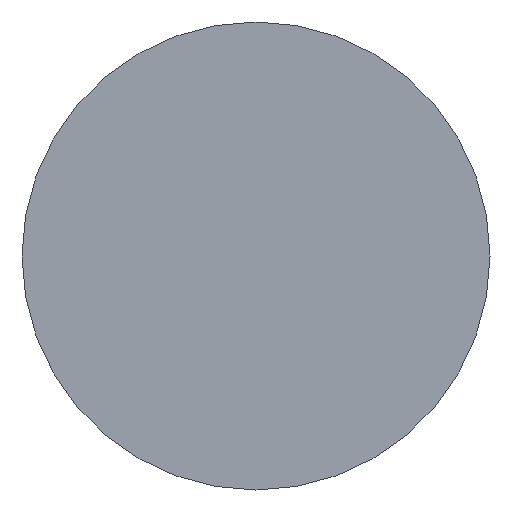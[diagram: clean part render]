
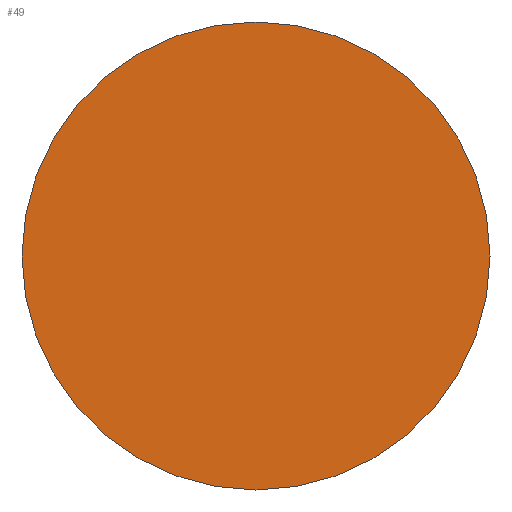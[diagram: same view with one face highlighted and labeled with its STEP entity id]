
A CAD part, left-side view. The second image highlights one B-rep face of the part: STEP entity #49.
In plain terms, the highlighted planar face has unit normal (-1, 0, 0).
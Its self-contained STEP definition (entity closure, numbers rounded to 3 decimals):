
#9 = CARTESIAN_POINT ( 'NONE',  ( 0., 0., -23. ) ) ;
#49 = ADVANCED_FACE ( 'NONE', ( #414 ), #568, .F. ) ;
#81 = DIRECTION ( 'NONE',  ( 1., 0., 0. ) ) ;
#104 = AXIS2_PLACEMENT_3D ( 'NONE', #332, #188, #142 ) ;
#106 = CIRCLE ( 'NONE', #279, 23. ) ;
#142 = DIRECTION ( 'NONE',  ( 0., 0., 1. ) ) ;
#156 = CARTESIAN_POINT ( 'NONE',  ( 0., 0., 23. ) ) ;
#176 = CARTESIAN_POINT ( 'NONE',  ( 0., 0., 0. ) ) ;
#188 = DIRECTION ( 'NONE',  ( -1., 0., 0. ) ) ;
#200 = CARTESIAN_POINT ( 'NONE',  ( 0., 0., 0. ) ) ;
#216 = ORIENTED_EDGE ( 'NONE', *, *, #556, .T. ) ;
#254 = EDGE_LOOP ( 'NONE', ( #216, #339 ) ) ;
#261 = DIRECTION ( 'NONE',  ( -1., 0., 0. ) ) ;
#279 = AXIS2_PLACEMENT_3D ( 'NONE', #200, #261, #299 ) ;
#299 = DIRECTION ( 'NONE',  ( 0., 0., 1. ) ) ;
#315 = EDGE_CURVE ( 'NONE', #486, #377, #106, .T. ) ;
#332 = CARTESIAN_POINT ( 'NONE',  ( 0., 0., 0. ) ) ;
#339 = ORIENTED_EDGE ( 'NONE', *, *, #315, .T. ) ;
#377 = VERTEX_POINT ( 'NONE', #156 ) ;
#391 = CIRCLE ( 'NONE', #104, 23. ) ;
#414 = FACE_OUTER_BOUND ( 'NONE', #254, .T. ) ;
#419 = AXIS2_PLACEMENT_3D ( 'NONE', #176, #81, #561 ) ;
#486 = VERTEX_POINT ( 'NONE', #9 ) ;
#556 = EDGE_CURVE ( 'NONE', #377, #486, #391, .T. ) ;
#561 = DIRECTION ( 'NONE',  ( 0., 0., -1. ) ) ;
#568 = PLANE ( 'NONE',  #419 ) ;
